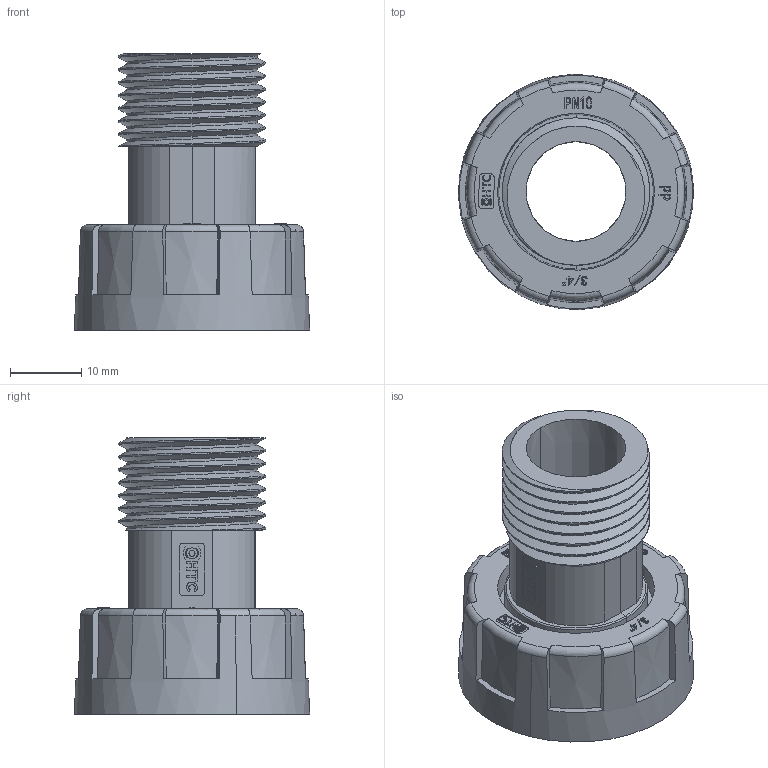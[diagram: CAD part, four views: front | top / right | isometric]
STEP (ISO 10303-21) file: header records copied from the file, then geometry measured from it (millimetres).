
FILE_DESCRIPTION (( 'STEP AP214' ), '1' );
FILE_NAME ('蚾饜极 1-2.STEP', '2025-07-08T05:45:21', ( '' ), ( '' ), 'SwSTEP 2.0', 'SolidWorks 2023', '' );
FILE_SCHEMA (( 'AUTOMOTIVE_DESIGN' ));
Length unit declared in the file: millimetre
Products named in the file (4): 2023-088; PF0606 1-2; 螺帽5; 装配体 1-2
Assembly tree (3 placements, depth 2):
  装配体 1-2
    PF0606 1-2
    2023-088
    螺帽5
Bounding box: 32.98 x 32.98 x 38.84 mm (x, y, z)
Volume: 9127.3 mm3; surface area: 9457.5 mm2
Topology: 3 solids, 3 shells, 625 faces, 1627 edges, 1070 vertices
Faces by surface type: plane 370, cylinder 128, bspline 55, cone 38, torus 31, sphere 3
Entity records: 31446 total; most frequent: CARTESIAN_POINT 16830, ORIENTED_EDGE 3242, DIRECTION 2637, EDGE_CURVE 1621, VERTEX_POINT 1067, AXIS2_PLACEMENT_3D 887, LINE 863, VECTOR 863
